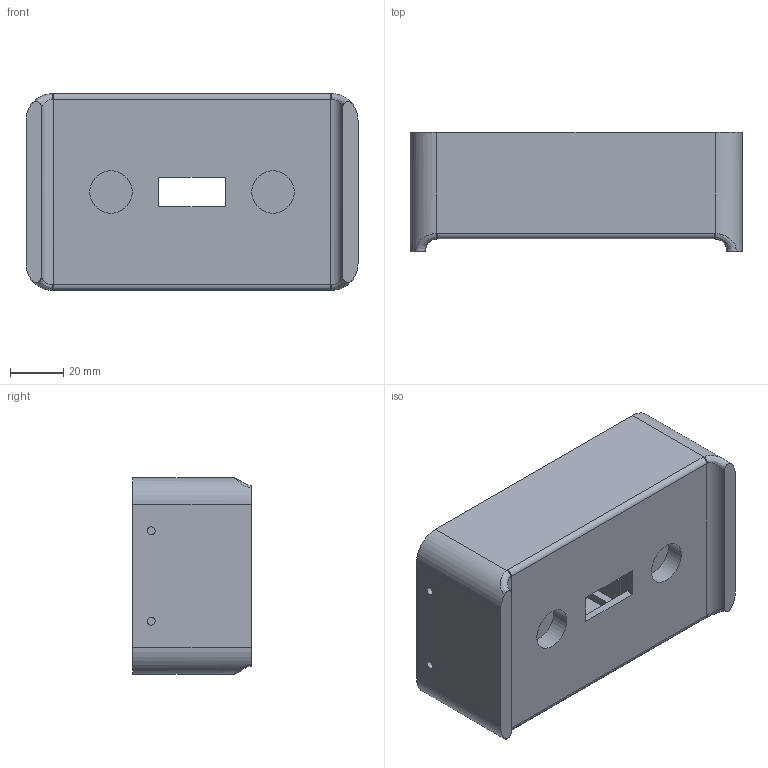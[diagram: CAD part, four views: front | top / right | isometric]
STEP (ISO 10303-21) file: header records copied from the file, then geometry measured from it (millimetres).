
FILE_DESCRIPTION(/* description */ (''),/* implementation_level */ '2;1');
FILE_NAME(/* name */ 'case.stp',/* time_stamp */ '2023-01-09T19:06:52-05:00',/* author */ ('Jared'),/* organization */ (''),/* preprocessor_version */ 'ST-DEVELOPER v19',/* originating_system */ 'Autodesk Inventor 2023',/* authorisation */ '');
FILE_SCHEMA (('AUTOMOTIVE_DESIGN { 1 0 10303 214 3 1 1 }'));
Length unit declared in the file: millimetre
Products named in the file (1): Base
Bounding box: 125 x 44.75 x 74 mm (x, y, z)
Volume: 99692.5 mm3; surface area: 59688.1 mm2
Topology: 1 solids, 1 shells, 174 faces, 503 edges, 325 vertices
Faces by surface type: plane 128, cylinder 38, bspline 4, torus 4
Full cylindrical faces by diameter (mm): 2.4 x3, 3 x4, 3.75 x3, 4 x1, 6.25 x1, 9 x1, 16 x2
Entity records: 6155 total; most frequent: CARTESIAN_POINT 1467, ORIENTED_EDGE 1006, DIRECTION 907, EDGE_CURVE 503, LINE 391, VECTOR 391, VERTEX_POINT 325, AXIS2_PLACEMENT_3D 258
